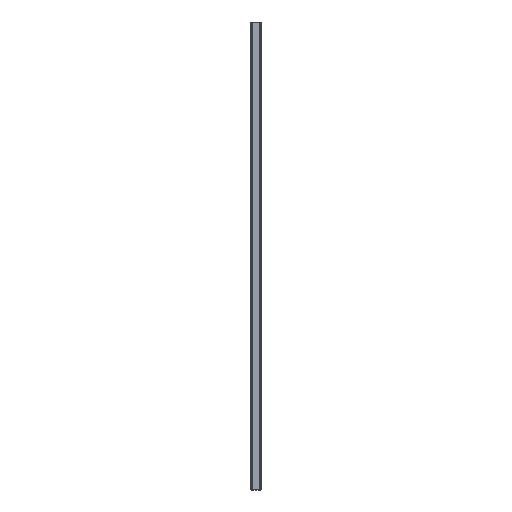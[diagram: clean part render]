
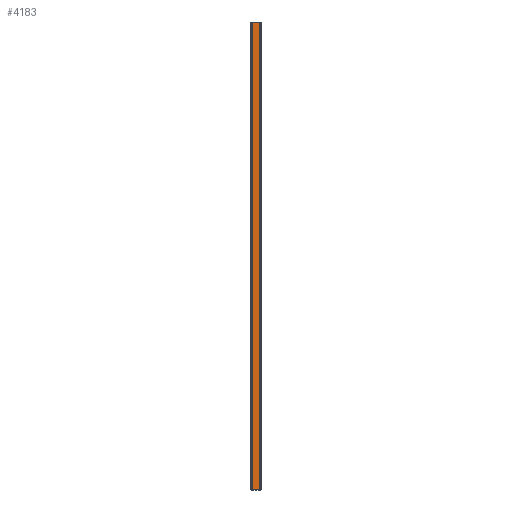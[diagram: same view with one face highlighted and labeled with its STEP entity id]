
A CAD part, top view. The second image highlights one B-rep face of the part: STEP entity #4183.
In plain terms, the highlighted planar face has unit normal (0, 0, 1).
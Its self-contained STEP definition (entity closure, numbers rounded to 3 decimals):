
#378=PLANE('',#4610);
#941=VERTEX_POINT('',#6455);
#942=VERTEX_POINT('',#6457);
#1032=VERTEX_POINT('',#6682);
#1033=VERTEX_POINT('',#6684);
#1212=VECTOR('',#5298,1.);
#1302=VECTOR('',#5456,1.);
#1403=VECTOR('',#5663,1.);
#1404=VECTOR('',#5665,1.);
#1585=LINE('',#6456,#1212);
#1675=LINE('',#6683,#1302);
#1776=LINE('',#6888,#1403);
#1777=LINE('',#6890,#1404);
#2156=EDGE_CURVE('',#941,#942,#1585,.T.);
#2268=EDGE_CURVE('',#1033,#1032,#1675,.F.);
#2380=EDGE_CURVE('',#941,#1033,#1776,.F.);
#2381=EDGE_CURVE('',#942,#1032,#1777,.F.);
#3515=ORIENTED_EDGE('',*,*,#2268,.T.);
#3516=ORIENTED_EDGE('',*,*,#2381,.F.);
#3517=ORIENTED_EDGE('',*,*,#2156,.F.);
#3518=ORIENTED_EDGE('',*,*,#2380,.T.);
#3787=EDGE_LOOP('',(#3515,#3516,#3517,#3518));
#3987=FACE_BOUND('',#3787,.T.);
#4183=ADVANCED_FACE('',(#3987),#378,.T.);
#4610=AXIS2_PLACEMENT_3D('',#6889,#5664,$);
#5298=DIRECTION('',(1.,0.,0.));
#5456=DIRECTION('',(-1.,0.,0.));
#5663=DIRECTION('',(0.,1.,0.));
#5664=DIRECTION('',(0.,0.,1.));
#5665=DIRECTION('',(0.,1.,0.));
#6455=CARTESIAN_POINT('',(-8.3,1000.,22.));
#6456=CARTESIAN_POINT('',(-1.6,1000.,22.));
#6457=CARTESIAN_POINT('',(8.3,1000.,22.));
#6682=CARTESIAN_POINT('',(8.3,0.,22.));
#6683=CARTESIAN_POINT('',(-1.6,0.,22.));
#6684=CARTESIAN_POINT('',(-8.3,0.,22.));
#6888=CARTESIAN_POINT('',(-8.3,1000.,22.));
#6889=CARTESIAN_POINT('',(8.3,1000.,22.));
#6890=CARTESIAN_POINT('',(8.3,1000.,22.));
